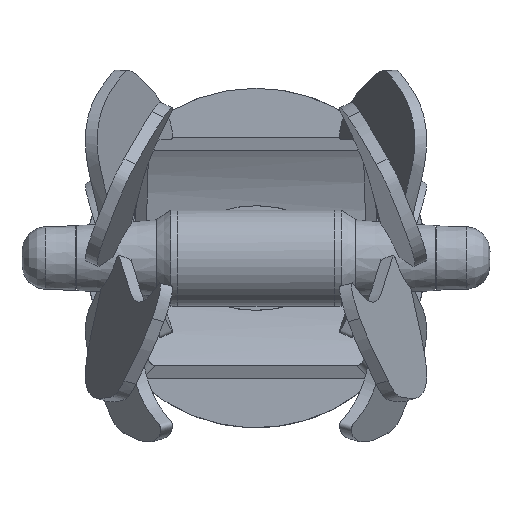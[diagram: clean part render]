
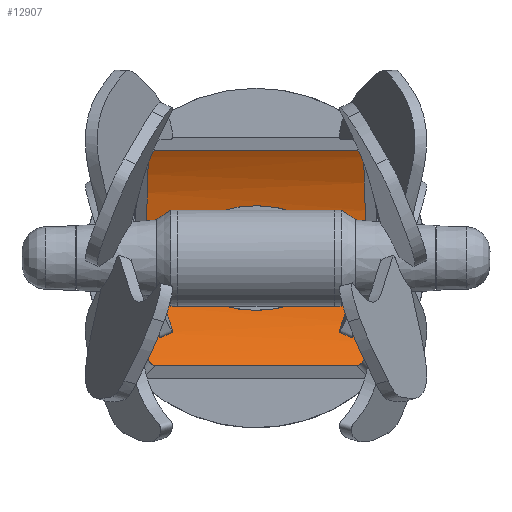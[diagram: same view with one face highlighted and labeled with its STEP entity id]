
A CAD part, front view. The second image highlights one B-rep face of the part: STEP entity #12907.
In plain terms, the highlighted cylindrical face has radius 160 mm (diameter 320 mm), a partial arc.
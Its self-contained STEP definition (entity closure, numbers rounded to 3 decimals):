
#41=CYLINDRICAL_SURFACE('',#13611,160.);
#1345=LINE('',#24239,#2428);
#1346=LINE('',#24265,#2429);
#2428=VECTOR('',#15773,10.);
#2429=VECTOR('',#15776,10.);
#3320=FACE_OUTER_BOUND('',#4076,.T.);
#4076=EDGE_LOOP('',(#10223,#10224,#10225,#10226,#10227,#10228,#10229,#10230));
#4649=B_SPLINE_CURVE_WITH_KNOTS('',3,(#24228,#24229,#24230,#24231,#24232,
#24233,#24234,#24235,#24236,#24237),.UNSPECIFIED.,.F.,.F.,(4,2,2,2,4),(1.581,
1.776,1.971,2.177,2.379),
 .UNSPECIFIED.);
#4650=B_SPLINE_CURVE_WITH_KNOTS('',3,(#24241,#24242,#24243,#24244,#24245,
#24246,#24247,#24248,#24249,#24250),.UNSPECIFIED.,.F.,.F.,(4,2,2,2,4),(0.785,
0.991,1.202,1.392,1.583),
 .UNSPECIFIED.);
#4651=B_SPLINE_CURVE_WITH_KNOTS('',3,(#24254,#24255,#24256,#24257,#24258,
#24259,#24260,#24261,#24262,#24263),.UNSPECIFIED.,.F.,.F.,(4,2,2,2,4),(0.,
0.195,0.391,0.596,0.798),
 .UNSPECIFIED.);
#4652=B_SPLINE_CURVE_WITH_KNOTS('',3,(#24267,#24268,#24269,#24270,#24271,
#24272,#24273,#24274,#24275,#24276),.UNSPECIFIED.,.F.,.F.,(4,2,2,2,4),(2.365,
2.567,2.772,2.968,3.163),
 .UNSPECIFIED.);
#4682=ELLIPSE('',#13612,160.54,160.);
#4683=ELLIPSE('',#13613,160.54,160.);
#5579=VERTEX_POINT('',#24226);
#5580=VERTEX_POINT('',#24227);
#5581=VERTEX_POINT('',#24238);
#5582=VERTEX_POINT('',#24240);
#5583=VERTEX_POINT('',#24251);
#5584=VERTEX_POINT('',#24253);
#5585=VERTEX_POINT('',#24264);
#5586=VERTEX_POINT('',#24266);
#7168=EDGE_CURVE('',#5579,#5580,#4649,.T.);
#7169=EDGE_CURVE('',#5581,#5579,#1345,.T.);
#7170=EDGE_CURVE('',#5582,#5581,#4650,.T.);
#7171=EDGE_CURVE('',#5583,#5582,#4682,.T.);
#7172=EDGE_CURVE('',#5584,#5583,#4651,.T.);
#7173=EDGE_CURVE('',#5585,#5584,#1346,.T.);
#7174=EDGE_CURVE('',#5586,#5585,#4652,.T.);
#7175=EDGE_CURVE('',#5580,#5586,#4683,.T.);
#10223=ORIENTED_EDGE('',*,*,#7168,.F.);
#10224=ORIENTED_EDGE('',*,*,#7169,.F.);
#10225=ORIENTED_EDGE('',*,*,#7170,.F.);
#10226=ORIENTED_EDGE('',*,*,#7171,.F.);
#10227=ORIENTED_EDGE('',*,*,#7172,.F.);
#10228=ORIENTED_EDGE('',*,*,#7173,.F.);
#10229=ORIENTED_EDGE('',*,*,#7174,.F.);
#10230=ORIENTED_EDGE('',*,*,#7175,.F.);
#12907=ADVANCED_FACE('',(#3320),#41,.F.);
#13611=AXIS2_PLACEMENT_3D('',#24225,#15771,#15772);
#13612=AXIS2_PLACEMENT_3D('',#24252,#15774,#15775);
#13613=AXIS2_PLACEMENT_3D('',#24277,#15777,#15778);
#15771=DIRECTION('center_axis',(1.,0.,0.));
#15772=DIRECTION('ref_axis',(0.,-0.861,0.509));
#15773=DIRECTION('',(1.,0.,0.));
#15774=DIRECTION('center_axis',(0.997,0.082,0.));
#15775=DIRECTION('ref_axis',(0.082,-0.997,0.));
#15776=DIRECTION('',(-1.,0.,0.));
#15777=DIRECTION('center_axis',(-0.997,0.082,0.));
#15778=DIRECTION('ref_axis',(-0.082,-0.997,0.));
#24225=CARTESIAN_POINT('Origin',(-110.6,0.,
0.));
#24226=CARTESIAN_POINT('',(-34.113,137.705,81.47));
#24227=CARTESIAN_POINT('',(-28.907,140.412,76.71));
#24228=CARTESIAN_POINT('Ctrl Pts',(-34.113,137.705,81.47));
#24229=CARTESIAN_POINT('Ctrl Pts',(-33.462,137.705,81.47));
#24230=CARTESIAN_POINT('Ctrl Pts',(-32.775,137.781,81.342));
#24231=CARTESIAN_POINT('Ctrl Pts',(-31.521,138.072,80.846));
#24232=CARTESIAN_POINT('Ctrl Pts',(-30.955,138.287,80.479));
#24233=CARTESIAN_POINT('Ctrl Pts',(-30.038,138.774,79.637));
#24234=CARTESIAN_POINT('Ctrl Pts',(-29.633,139.084,79.096));
#24235=CARTESIAN_POINT('Ctrl Pts',(-29.083,139.742,77.927));
#24236=CARTESIAN_POINT('Ctrl Pts',(-28.934,140.089,77.301));
#24237=CARTESIAN_POINT('Ctrl Pts',(-28.907,140.412,76.71));
#24238=CARTESIAN_POINT('',(-187.087,137.705,81.47));
#24239=CARTESIAN_POINT('',(-156.35,137.705,81.47));
#24240=CARTESIAN_POINT('',(-192.293,140.412,76.71));
#24241=CARTESIAN_POINT('Ctrl Pts',(-192.293,140.412,76.71));
#24242=CARTESIAN_POINT('Ctrl Pts',(-192.266,140.081,77.315));
#24243=CARTESIAN_POINT('Ctrl Pts',(-192.11,139.726,77.956));
#24244=CARTESIAN_POINT('Ctrl Pts',(-191.537,139.055,79.146));
#24245=CARTESIAN_POINT('Ctrl Pts',(-191.114,138.741,79.695));
#24246=CARTESIAN_POINT('Ctrl Pts',(-190.181,138.262,80.523));
#24247=CARTESIAN_POINT('Ctrl Pts',(-189.622,138.056,80.875));
#24248=CARTESIAN_POINT('Ctrl Pts',(-188.393,137.777,81.348));
#24249=CARTESIAN_POINT('Ctrl Pts',(-187.722,137.705,81.47));
#24250=CARTESIAN_POINT('Ctrl Pts',(-187.087,137.705,81.47));
#24251=CARTESIAN_POINT('',(-192.293,140.412,-76.71));
#24252=CARTESIAN_POINT('Origin',(-180.749,0.,
0.));
#24253=CARTESIAN_POINT('',(-187.087,137.705,-81.47));
#24254=CARTESIAN_POINT('Ctrl Pts',(-187.087,137.705,-81.47));
#24255=CARTESIAN_POINT('Ctrl Pts',(-187.738,137.705,-81.47));
#24256=CARTESIAN_POINT('Ctrl Pts',(-188.425,137.781,-81.342));
#24257=CARTESIAN_POINT('Ctrl Pts',(-189.679,138.072,-80.846));
#24258=CARTESIAN_POINT('Ctrl Pts',(-190.245,138.287,-80.479));
#24259=CARTESIAN_POINT('Ctrl Pts',(-191.162,138.774,-79.637));
#24260=CARTESIAN_POINT('Ctrl Pts',(-191.567,139.084,-79.096));
#24261=CARTESIAN_POINT('Ctrl Pts',(-192.117,139.742,-77.927));
#24262=CARTESIAN_POINT('Ctrl Pts',(-192.266,140.089,-77.301));
#24263=CARTESIAN_POINT('Ctrl Pts',(-192.293,140.412,-76.71));
#24264=CARTESIAN_POINT('',(-34.113,137.705,-81.47));
#24265=CARTESIAN_POINT('',(-64.85,137.705,-81.47));
#24266=CARTESIAN_POINT('',(-28.907,140.412,-76.71));
#24267=CARTESIAN_POINT('Ctrl Pts',(-28.907,140.412,-76.71));
#24268=CARTESIAN_POINT('Ctrl Pts',(-28.934,140.089,-77.301));
#24269=CARTESIAN_POINT('Ctrl Pts',(-29.083,139.742,-77.927));
#24270=CARTESIAN_POINT('Ctrl Pts',(-29.633,139.084,-79.096));
#24271=CARTESIAN_POINT('Ctrl Pts',(-30.038,138.774,-79.637));
#24272=CARTESIAN_POINT('Ctrl Pts',(-30.955,138.287,-80.479));
#24273=CARTESIAN_POINT('Ctrl Pts',(-31.521,138.072,-80.846));
#24274=CARTESIAN_POINT('Ctrl Pts',(-32.775,137.781,-81.342));
#24275=CARTESIAN_POINT('Ctrl Pts',(-33.462,137.705,-81.47));
#24276=CARTESIAN_POINT('Ctrl Pts',(-34.113,137.705,-81.47));
#24277=CARTESIAN_POINT('Origin',(-40.451,0.,
0.));
